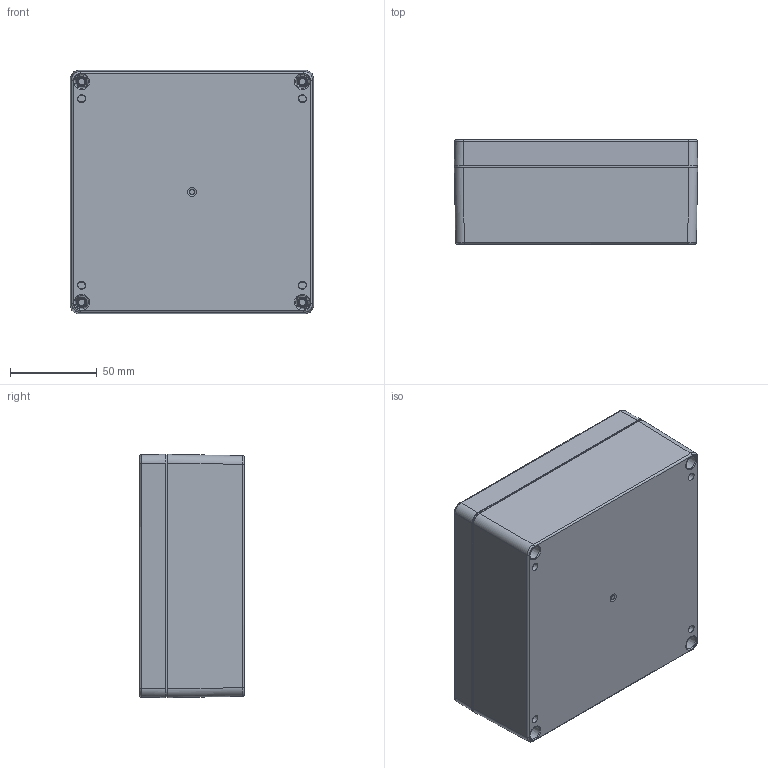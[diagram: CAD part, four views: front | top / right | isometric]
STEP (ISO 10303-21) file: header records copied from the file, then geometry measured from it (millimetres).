
FILE_DESCRIPTION (( 'STEP AP214' ), '1' );
FILE_NAME ('1554Q2GY.STEP', '2020-11-06T21:13:45', ( '' ), ( '' ), 'SwSTEP 2.0', 'SolidWorks 2019', '' );
FILE_SCHEMA (( 'AUTOMOTIVE_DESIGN' ));
Length unit declared in the file: inch
Products named in the file (1): 1554Q2GY
Bounding box: 140 x 60.1 x 140 mm (x, y, z)
Volume: 238697 mm3; surface area: 164020.6 mm2
Topology: 15 solids, 15 shells, 1867 faces, 4857 edges, 3146 vertices
Faces by surface type: bspline 710, plane 610, cylinder 374, cone 165, torus 8
Full cylindrical faces by diameter (mm): 2.464 x4, 3.251 x4, 3.43 x4, 3.81 x12, 3.88 x4, 3.912 x4, 4.6 x4, 5 x1, 5.334 x4, 5.537 x8, 6.35 x8, 10 x1
Entity records: 74623 total; most frequent: CARTESIAN_POINT 34369, ORIENTED_EDGE 9182, DIRECTION 6310, EDGE_CURVE 4591, VERTEX_POINT 3065, EDGE_LOOP 2220, VECTOR 2204, LINE 2204
